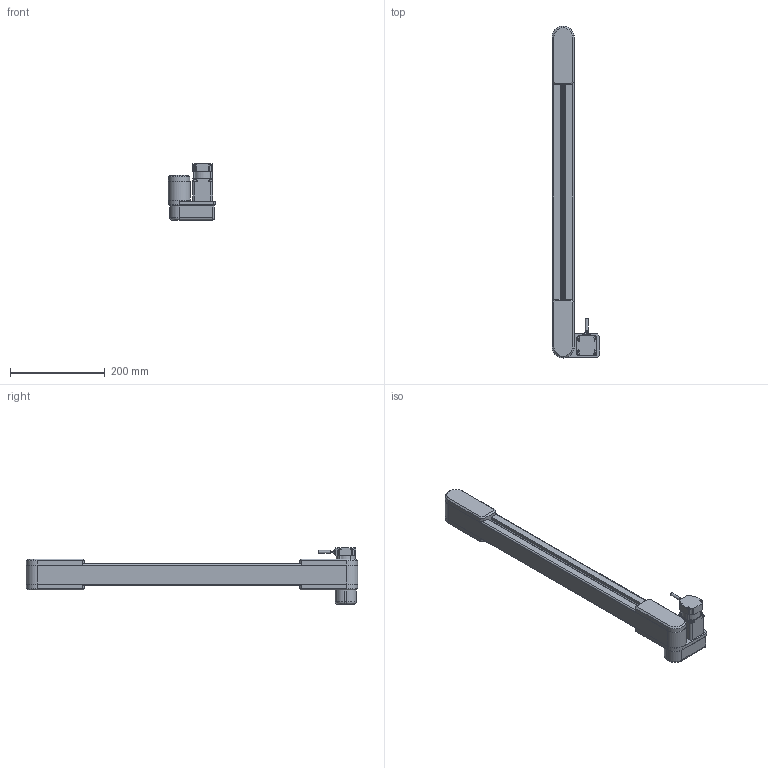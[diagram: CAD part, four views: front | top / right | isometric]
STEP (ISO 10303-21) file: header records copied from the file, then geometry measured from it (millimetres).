
FILE_DESCRIPTION(/* description */ (''),/* implementation_level */ '2;1');
FILE_NAME(/* name */ 'KFB-230VAC-KII-Kopfantrieb unten.stp',/* time_stamp */ '2017-03-10T11:36:18+01:00',/* author */ ('Felix Kuttruff'),/* organization */ (''),/* preprocessor_version */ 'ST-DEVELOPER v16.1',/* originating_system */ 'Autodesk Inventor 2016',/* authorisation */ '');
FILE_SCHEMA (('AUTOMOTIVE_DESIGN { 1 0 10303 214 3 1 1 }'));
Length unit declared in the file: millimetre
Products named in the file (1): KFB Antrieb unten_Shrinkwrap_1
Bounding box: 100.8 x 700 x 119 mm (x, y, z)
Volume: 1742026.4 mm3; surface area: 207276.5 mm2
Topology: 1 solids, 1 shells, 254 faces, 650 edges, 415 vertices
Faces by surface type: plane 169, cylinder 78, cone 5, torus 2
Full cylindrical faces by diameter (mm): 1 x5, 2.6 x4, 4.5 x4, 5.6 x4, 6 x1, 40 x1
Entity records: 7847 total; most frequent: CARTESIAN_POINT 1301, DIRECTION 1300, ORIENTED_EDGE 1262, EDGE_CURVE 631, LINE 472, VECTOR 472, VERTEX_POINT 415, AXIS2_PLACEMENT_3D 414
